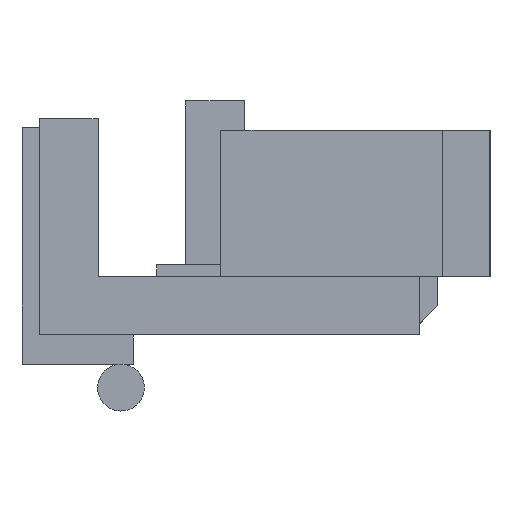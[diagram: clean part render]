
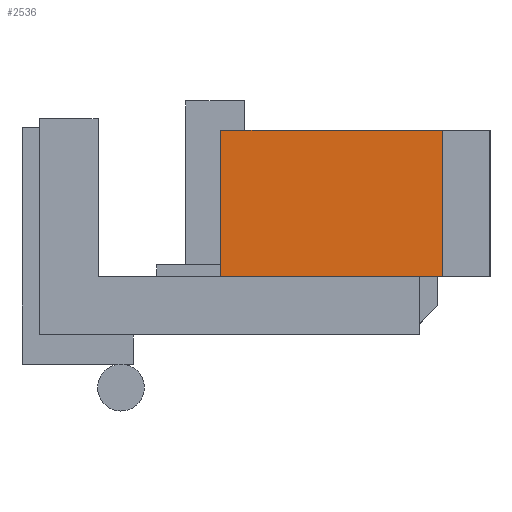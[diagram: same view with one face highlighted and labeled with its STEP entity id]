
A CAD part, left-side view. The second image highlights one B-rep face of the part: STEP entity #2536.
In plain terms, the highlighted free-form (B-spline) face has degree [1, 1] with [2, 2] control points.
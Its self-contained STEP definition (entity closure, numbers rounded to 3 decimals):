
#2054 = VERTEX_POINT('',#2055);
#2055 = CARTESIAN_POINT('',(0.,9.708,
    29.964));
#2060 = EDGE_CURVE('',#2061,#2054,#2063,.T.);
#2061 = VERTEX_POINT('',#2062);
#2062 = CARTESIAN_POINT('',(0.,9.708,0.));
#2063 = B_SPLINE_CURVE_WITH_KNOTS('',1,(#2064,#2065),.UNSPECIFIED.,.F.,
  .F.,(2,2),(0.,25.),.PIECEWISE_BEZIER_KNOTS.);
#2064 = CARTESIAN_POINT('',(0.,9.708,0.));
#2065 = CARTESIAN_POINT('',(0.,9.708,
    29.964));
#2172 = EDGE_CURVE('',#2173,#2061,#2175,.T.);
#2173 = VERTEX_POINT('',#2174);
#2174 = CARTESIAN_POINT('',(0.,55.135,0.));
#2175 = B_SPLINE_CURVE_WITH_KNOTS('',1,(#2176,#2177),.UNSPECIFIED.,.F.,
  .F.,(2,2),(0.,37.9),.PIECEWISE_BEZIER_KNOTS.);
#2176 = CARTESIAN_POINT('',(0.,55.135,0.));
#2177 = CARTESIAN_POINT('',(0.,9.708,0.));
#2394 = EDGE_CURVE('',#2173,#2395,#2397,.T.);
#2395 = VERTEX_POINT('',#2396);
#2396 = CARTESIAN_POINT('',(0.,55.135,29.964));
#2397 = B_SPLINE_CURVE_WITH_KNOTS('',1,(#2398,#2399),.UNSPECIFIED.,.F.,
  .F.,(2,2),(0.,25.),.PIECEWISE_BEZIER_KNOTS.);
#2398 = CARTESIAN_POINT('',(0.,55.135,0.));
#2399 = CARTESIAN_POINT('',(0.,55.135,29.964));
#2536 = ADVANCED_FACE('',(#2537),#2547,.T.);
#2537 = FACE_BOUND('',#2538,.T.);
#2538 = EDGE_LOOP('',(#2539,#2544,#2545,#2546));
#2539 = ORIENTED_EDGE('',*,*,#2540,.T.);
#2540 = EDGE_CURVE('',#2054,#2395,#2541,.T.);
#2541 = B_SPLINE_CURVE_WITH_KNOTS('',1,(#2542,#2543),.UNSPECIFIED.,.F.,
  .F.,(2,2),(0.,37.9),.PIECEWISE_BEZIER_KNOTS.);
#2542 = CARTESIAN_POINT('',(0.,9.708,
    29.964));
#2543 = CARTESIAN_POINT('',(0.,55.135,
    29.964));
#2544 = ORIENTED_EDGE('',*,*,#2394,.F.);
#2545 = ORIENTED_EDGE('',*,*,#2172,.T.);
#2546 = ORIENTED_EDGE('',*,*,#2060,.T.);
#2547 = B_SPLINE_SURFACE_WITH_KNOTS('',1,1,(
    (#2548,#2549)
    ,(#2550,#2551
    )),.UNSPECIFIED.,.F.,.F.,.F.,(2,2),(2,2),(0.,25.),(0.,37.9),
  .PIECEWISE_BEZIER_KNOTS.);
#2548 = CARTESIAN_POINT('',(0.,9.708,0.));
#2549 = CARTESIAN_POINT('',(0.,55.135,0.));
#2550 = CARTESIAN_POINT('',(0.,9.708,
    29.964));
#2551 = CARTESIAN_POINT('',(0.,55.135,
    29.964));
